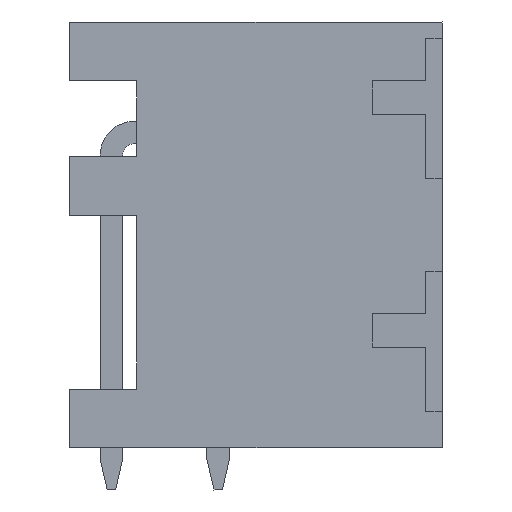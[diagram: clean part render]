
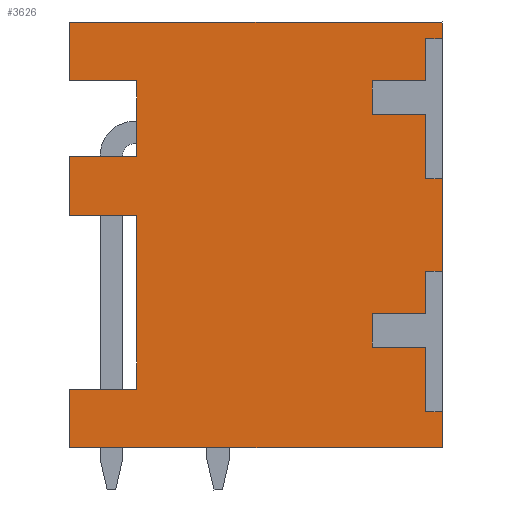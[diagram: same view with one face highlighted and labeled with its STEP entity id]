
A CAD part, left-side view. The second image highlights one B-rep face of the part: STEP entity #3626.
In plain terms, the highlighted planar face has unit normal (-1, 0, 0).
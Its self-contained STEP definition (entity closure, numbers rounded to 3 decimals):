
#3432=AXIS2_PLACEMENT_3D('Plane Axis2P3D',#3429,#3430,#3431) ;
#182=CARTESIAN_POINT('Vertex',(0.3,0.,16.7)) ;
#185=CARTESIAN_POINT('Line Origine',(0.3,0.,16.4)) ;
#189=CARTESIAN_POINT('Vertex',(0.3,0.,16.1)) ;
#210=CARTESIAN_POINT('Vertex',(0.3,0.,11.1)) ;
#213=CARTESIAN_POINT('Line Origine',(0.3,0.,9.45)) ;
#217=CARTESIAN_POINT('Vertex',(0.3,0.,7.8)) ;
#238=CARTESIAN_POINT('Vertex',(0.3,0.,2.8)) ;
#241=CARTESIAN_POINT('Line Origine',(0.3,0.,2.15)) ;
#245=CARTESIAN_POINT('Vertex',(0.3,0.,1.5)) ;
#3363=CARTESIAN_POINT('Vertex',(0.3,13.3,16.7)) ;
#3366=CARTESIAN_POINT('Line Origine',(0.3,6.65,16.7)) ;
#3429=CARTESIAN_POINT('Axis2P3D Location',(0.3,0.,0.)) ;
#3434=CARTESIAN_POINT('Line Origine',(0.3,0.3,11.1)) ;
#3438=CARTESIAN_POINT('Vertex',(0.3,0.6,11.1)) ;
#3441=CARTESIAN_POINT('Line Origine',(0.3,0.6,12.25)) ;
#3445=CARTESIAN_POINT('Vertex',(0.3,0.6,13.4)) ;
#3448=CARTESIAN_POINT('Line Origine',(0.3,1.55,13.4)) ;
#3452=CARTESIAN_POINT('Vertex',(0.3,2.5,13.4)) ;
#3455=CARTESIAN_POINT('Line Origine',(0.3,2.5,14.)) ;
#3459=CARTESIAN_POINT('Vertex',(0.3,2.5,14.6)) ;
#3462=CARTESIAN_POINT('Line Origine',(0.3,1.55,14.6)) ;
#3466=CARTESIAN_POINT('Vertex',(0.3,0.6,14.6)) ;
#3469=CARTESIAN_POINT('Line Origine',(0.3,0.6,15.35)) ;
#3473=CARTESIAN_POINT('Vertex',(0.3,0.6,16.1)) ;
#3476=CARTESIAN_POINT('Line Origine',(0.3,0.3,16.1)) ;
#3481=CARTESIAN_POINT('Line Origine',(0.3,13.3,15.65)) ;
#3485=CARTESIAN_POINT('Vertex',(0.3,13.3,14.6)) ;
#3488=CARTESIAN_POINT('Line Origine',(0.3,12.1,14.6)) ;
#3492=CARTESIAN_POINT('Vertex',(0.3,10.9,14.6)) ;
#3495=CARTESIAN_POINT('Line Origine',(0.3,10.9,13.25)) ;
#3499=CARTESIAN_POINT('Vertex',(0.3,10.9,11.9)) ;
#3502=CARTESIAN_POINT('Line Origine',(0.3,12.1,11.9)) ;
#3506=CARTESIAN_POINT('Vertex',(0.3,13.3,11.9)) ;
#3509=CARTESIAN_POINT('Line Origine',(0.3,13.3,10.85)) ;
#3513=CARTESIAN_POINT('Vertex',(0.3,13.3,9.8)) ;
#3516=CARTESIAN_POINT('Line Origine',(0.3,12.1,9.8)) ;
#3520=CARTESIAN_POINT('Vertex',(0.3,10.9,9.8)) ;
#3523=CARTESIAN_POINT('Line Origine',(0.3,10.9,6.7)) ;
#3527=CARTESIAN_POINT('Vertex',(0.3,10.9,3.6)) ;
#3530=CARTESIAN_POINT('Line Origine',(0.3,12.1,3.6)) ;
#3534=CARTESIAN_POINT('Vertex',(0.3,13.3,3.6)) ;
#3537=CARTESIAN_POINT('Line Origine',(0.3,13.3,2.55)) ;
#3541=CARTESIAN_POINT('Vertex',(0.3,13.3,1.5)) ;
#3544=CARTESIAN_POINT('Line Origine',(0.3,6.65,1.5)) ;
#3549=CARTESIAN_POINT('Line Origine',(0.3,0.3,2.8)) ;
#3553=CARTESIAN_POINT('Vertex',(0.3,0.6,2.8)) ;
#3556=CARTESIAN_POINT('Line Origine',(0.3,0.6,3.95)) ;
#3560=CARTESIAN_POINT('Vertex',(0.3,0.6,5.1)) ;
#3563=CARTESIAN_POINT('Line Origine',(0.3,1.55,5.1)) ;
#3567=CARTESIAN_POINT('Vertex',(0.3,2.5,5.1)) ;
#3570=CARTESIAN_POINT('Line Origine',(0.3,2.5,5.7)) ;
#3574=CARTESIAN_POINT('Vertex',(0.3,2.5,6.3)) ;
#3577=CARTESIAN_POINT('Line Origine',(0.3,1.55,6.3)) ;
#3581=CARTESIAN_POINT('Vertex',(0.3,0.6,6.3)) ;
#3584=CARTESIAN_POINT('Line Origine',(0.3,0.6,7.05)) ;
#3588=CARTESIAN_POINT('Vertex',(0.3,0.6,7.8)) ;
#3591=CARTESIAN_POINT('Line Origine',(0.3,0.3,7.8)) ;
#186=DIRECTION('Vector Direction',(0.,0.,-1.)) ;
#214=DIRECTION('Vector Direction',(0.,0.,-1.)) ;
#242=DIRECTION('Vector Direction',(0.,0.,-1.)) ;
#3367=DIRECTION('Vector Direction',(0.,-1.,0.)) ;
#3430=DIRECTION('Axis2P3D Direction',(-1.,0.,0.)) ;
#3431=DIRECTION('Axis2P3D XDirection',(0.,-1.,0.)) ;
#3435=DIRECTION('Vector Direction',(0.,1.,0.)) ;
#3442=DIRECTION('Vector Direction',(0.,0.,1.)) ;
#3449=DIRECTION('Vector Direction',(0.,1.,0.)) ;
#3456=DIRECTION('Vector Direction',(0.,0.,1.)) ;
#3463=DIRECTION('Vector Direction',(0.,-1.,0.)) ;
#3470=DIRECTION('Vector Direction',(0.,0.,1.)) ;
#3477=DIRECTION('Vector Direction',(0.,-1.,0.)) ;
#3482=DIRECTION('Vector Direction',(0.,0.,1.)) ;
#3489=DIRECTION('Vector Direction',(0.,1.,0.)) ;
#3496=DIRECTION('Vector Direction',(0.,0.,1.)) ;
#3503=DIRECTION('Vector Direction',(0.,-1.,0.)) ;
#3510=DIRECTION('Vector Direction',(0.,0.,1.)) ;
#3517=DIRECTION('Vector Direction',(0.,1.,0.)) ;
#3524=DIRECTION('Vector Direction',(0.,0.,1.)) ;
#3531=DIRECTION('Vector Direction',(0.,-1.,0.)) ;
#3538=DIRECTION('Vector Direction',(0.,0.,1.)) ;
#3545=DIRECTION('Vector Direction',(0.,1.,0.)) ;
#3550=DIRECTION('Vector Direction',(0.,1.,0.)) ;
#3557=DIRECTION('Vector Direction',(0.,0.,1.)) ;
#3564=DIRECTION('Vector Direction',(0.,1.,0.)) ;
#3571=DIRECTION('Vector Direction',(0.,0.,1.)) ;
#3578=DIRECTION('Vector Direction',(0.,-1.,0.)) ;
#3585=DIRECTION('Vector Direction',(0.,0.,1.)) ;
#3592=DIRECTION('Vector Direction',(0.,-1.,0.)) ;
#187=VECTOR('Line Direction',#186,1.) ;
#215=VECTOR('Line Direction',#214,1.) ;
#243=VECTOR('Line Direction',#242,1.) ;
#3368=VECTOR('Line Direction',#3367,1.) ;
#3436=VECTOR('Line Direction',#3435,1.) ;
#3443=VECTOR('Line Direction',#3442,1.) ;
#3450=VECTOR('Line Direction',#3449,1.) ;
#3457=VECTOR('Line Direction',#3456,1.) ;
#3464=VECTOR('Line Direction',#3463,1.) ;
#3471=VECTOR('Line Direction',#3470,1.) ;
#3478=VECTOR('Line Direction',#3477,1.) ;
#3483=VECTOR('Line Direction',#3482,1.) ;
#3490=VECTOR('Line Direction',#3489,1.) ;
#3497=VECTOR('Line Direction',#3496,1.) ;
#3504=VECTOR('Line Direction',#3503,1.) ;
#3511=VECTOR('Line Direction',#3510,1.) ;
#3518=VECTOR('Line Direction',#3517,1.) ;
#3525=VECTOR('Line Direction',#3524,1.) ;
#3532=VECTOR('Line Direction',#3531,1.) ;
#3539=VECTOR('Line Direction',#3538,1.) ;
#3546=VECTOR('Line Direction',#3545,1.) ;
#3551=VECTOR('Line Direction',#3550,1.) ;
#3558=VECTOR('Line Direction',#3557,1.) ;
#3565=VECTOR('Line Direction',#3564,1.) ;
#3572=VECTOR('Line Direction',#3571,1.) ;
#3579=VECTOR('Line Direction',#3578,1.) ;
#3586=VECTOR('Line Direction',#3585,1.) ;
#3593=VECTOR('Line Direction',#3592,1.) ;
#3597=ORIENTED_EDGE('',*,*,#219,.T.) ;
#3598=ORIENTED_EDGE('',*,*,#3440,.F.) ;
#3599=ORIENTED_EDGE('',*,*,#3447,.F.) ;
#3600=ORIENTED_EDGE('',*,*,#3454,.F.) ;
#3601=ORIENTED_EDGE('',*,*,#3461,.F.) ;
#3602=ORIENTED_EDGE('',*,*,#3468,.F.) ;
#3603=ORIENTED_EDGE('',*,*,#3475,.F.) ;
#3604=ORIENTED_EDGE('',*,*,#3480,.F.) ;
#3605=ORIENTED_EDGE('',*,*,#191,.T.) ;
#3606=ORIENTED_EDGE('',*,*,#3370,.T.) ;
#3607=ORIENTED_EDGE('',*,*,#3487,.T.) ;
#3608=ORIENTED_EDGE('',*,*,#3494,.T.) ;
#3609=ORIENTED_EDGE('',*,*,#3501,.T.) ;
#3610=ORIENTED_EDGE('',*,*,#3508,.T.) ;
#3611=ORIENTED_EDGE('',*,*,#3515,.T.) ;
#3612=ORIENTED_EDGE('',*,*,#3522,.T.) ;
#3613=ORIENTED_EDGE('',*,*,#3529,.T.) ;
#3614=ORIENTED_EDGE('',*,*,#3536,.T.) ;
#3615=ORIENTED_EDGE('',*,*,#3543,.T.) ;
#3616=ORIENTED_EDGE('',*,*,#3548,.T.) ;
#3617=ORIENTED_EDGE('',*,*,#247,.T.) ;
#3618=ORIENTED_EDGE('',*,*,#3555,.F.) ;
#3619=ORIENTED_EDGE('',*,*,#3562,.F.) ;
#3620=ORIENTED_EDGE('',*,*,#3569,.F.) ;
#3621=ORIENTED_EDGE('',*,*,#3576,.F.) ;
#3622=ORIENTED_EDGE('',*,*,#3583,.F.) ;
#3623=ORIENTED_EDGE('',*,*,#3590,.F.) ;
#3624=ORIENTED_EDGE('',*,*,#3595,.F.) ;
#3626=ADVANCED_FACE('HOUSING',(#3625),#3433,.T.) ;
#191=EDGE_CURVE('',#190,#183,#188,.F.) ;
#219=EDGE_CURVE('',#218,#211,#216,.F.) ;
#247=EDGE_CURVE('',#246,#239,#244,.F.) ;
#3370=EDGE_CURVE('',#183,#3364,#3369,.F.) ;
#3440=EDGE_CURVE('',#3439,#211,#3437,.F.) ;
#3447=EDGE_CURVE('',#3446,#3439,#3444,.F.) ;
#3454=EDGE_CURVE('',#3453,#3446,#3451,.F.) ;
#3461=EDGE_CURVE('',#3460,#3453,#3458,.F.) ;
#3468=EDGE_CURVE('',#3467,#3460,#3465,.F.) ;
#3475=EDGE_CURVE('',#3474,#3467,#3472,.F.) ;
#3480=EDGE_CURVE('',#190,#3474,#3479,.F.) ;
#3487=EDGE_CURVE('',#3364,#3486,#3484,.F.) ;
#3494=EDGE_CURVE('',#3486,#3493,#3491,.F.) ;
#3501=EDGE_CURVE('',#3493,#3500,#3498,.F.) ;
#3508=EDGE_CURVE('',#3500,#3507,#3505,.F.) ;
#3515=EDGE_CURVE('',#3507,#3514,#3512,.F.) ;
#3522=EDGE_CURVE('',#3514,#3521,#3519,.F.) ;
#3529=EDGE_CURVE('',#3521,#3528,#3526,.F.) ;
#3536=EDGE_CURVE('',#3528,#3535,#3533,.F.) ;
#3543=EDGE_CURVE('',#3535,#3542,#3540,.F.) ;
#3548=EDGE_CURVE('',#3542,#246,#3547,.F.) ;
#3555=EDGE_CURVE('',#3554,#239,#3552,.F.) ;
#3562=EDGE_CURVE('',#3561,#3554,#3559,.F.) ;
#3569=EDGE_CURVE('',#3568,#3561,#3566,.F.) ;
#3576=EDGE_CURVE('',#3575,#3568,#3573,.F.) ;
#3583=EDGE_CURVE('',#3582,#3575,#3580,.F.) ;
#3590=EDGE_CURVE('',#3589,#3582,#3587,.F.) ;
#3595=EDGE_CURVE('',#218,#3589,#3594,.F.) ;
#3596=EDGE_LOOP('',(#3597,#3598,#3599,#3600,#3601,#3602,#3603,#3604,#3605,#3606,#3607,#3608,#3609,#3610,#3611,#3612,#3613,#3614,#3615,#3616,#3617,#3618,#3619,#3620,#3621,#3622,#3623,#3624)) ;
#3625=FACE_OUTER_BOUND('',#3596,.T.) ;
#188=LINE('Line',#185,#187) ;
#216=LINE('Line',#213,#215) ;
#244=LINE('Line',#241,#243) ;
#3369=LINE('Line',#3366,#3368) ;
#3437=LINE('Line',#3434,#3436) ;
#3444=LINE('Line',#3441,#3443) ;
#3451=LINE('Line',#3448,#3450) ;
#3458=LINE('Line',#3455,#3457) ;
#3465=LINE('Line',#3462,#3464) ;
#3472=LINE('Line',#3469,#3471) ;
#3479=LINE('Line',#3476,#3478) ;
#3484=LINE('Line',#3481,#3483) ;
#3491=LINE('Line',#3488,#3490) ;
#3498=LINE('Line',#3495,#3497) ;
#3505=LINE('Line',#3502,#3504) ;
#3512=LINE('Line',#3509,#3511) ;
#3519=LINE('Line',#3516,#3518) ;
#3526=LINE('Line',#3523,#3525) ;
#3533=LINE('Line',#3530,#3532) ;
#3540=LINE('Line',#3537,#3539) ;
#3547=LINE('Line',#3544,#3546) ;
#3552=LINE('Line',#3549,#3551) ;
#3559=LINE('Line',#3556,#3558) ;
#3566=LINE('Line',#3563,#3565) ;
#3573=LINE('Line',#3570,#3572) ;
#3580=LINE('Line',#3577,#3579) ;
#3587=LINE('Line',#3584,#3586) ;
#3594=LINE('Line',#3591,#3593) ;
#3433=PLANE('',#3432) ;
#183=VERTEX_POINT('',#182) ;
#190=VERTEX_POINT('',#189) ;
#211=VERTEX_POINT('',#210) ;
#218=VERTEX_POINT('',#217) ;
#239=VERTEX_POINT('',#238) ;
#246=VERTEX_POINT('',#245) ;
#3364=VERTEX_POINT('',#3363) ;
#3439=VERTEX_POINT('',#3438) ;
#3446=VERTEX_POINT('',#3445) ;
#3453=VERTEX_POINT('',#3452) ;
#3460=VERTEX_POINT('',#3459) ;
#3467=VERTEX_POINT('',#3466) ;
#3474=VERTEX_POINT('',#3473) ;
#3486=VERTEX_POINT('',#3485) ;
#3493=VERTEX_POINT('',#3492) ;
#3500=VERTEX_POINT('',#3499) ;
#3507=VERTEX_POINT('',#3506) ;
#3514=VERTEX_POINT('',#3513) ;
#3521=VERTEX_POINT('',#3520) ;
#3528=VERTEX_POINT('',#3527) ;
#3535=VERTEX_POINT('',#3534) ;
#3542=VERTEX_POINT('',#3541) ;
#3554=VERTEX_POINT('',#3553) ;
#3561=VERTEX_POINT('',#3560) ;
#3568=VERTEX_POINT('',#3567) ;
#3575=VERTEX_POINT('',#3574) ;
#3582=VERTEX_POINT('',#3581) ;
#3589=VERTEX_POINT('',#3588) ;
